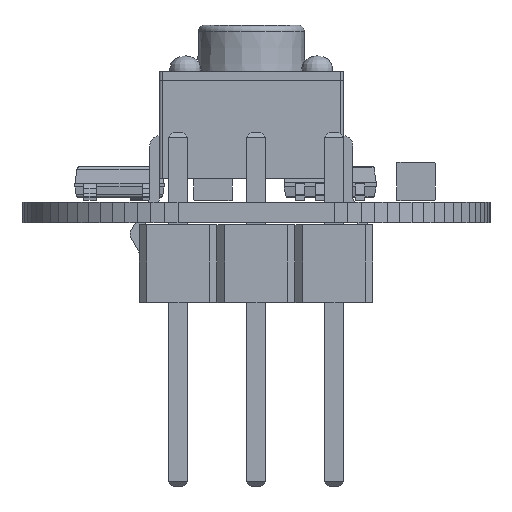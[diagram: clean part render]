
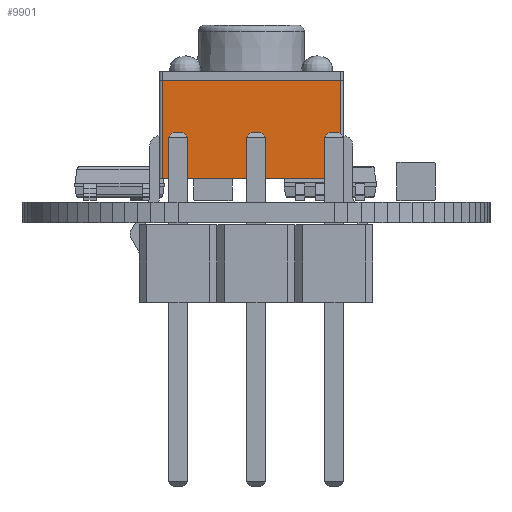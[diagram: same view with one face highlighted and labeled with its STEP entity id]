
A CAD part, left-side view. The second image highlights one B-rep face of the part: STEP entity #9901.
In plain terms, the highlighted face is planar.
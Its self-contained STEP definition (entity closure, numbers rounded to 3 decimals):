
#6910 = PLANE('',#6911);
#6911 = AXIS2_PLACEMENT_3D('',#6912,#6913,#6914);
#6912 = CARTESIAN_POINT('',(0.,0.,3.2));
#6913 = DIRECTION('',(0.,0.,1.));
#6914 = DIRECTION('',(1.,0.,0.));
#6987 = VERTEX_POINT('',#6988);
#6988 = CARTESIAN_POINT('',(2.9,3.,3.2));
#7003 = CYLINDRICAL_SURFACE('',#7004,0.1);
#7004 = AXIS2_PLACEMENT_3D('',#7005,#7006,#7007);
#7005 = CARTESIAN_POINT('',(2.9,2.9,0.));
#7006 = DIRECTION('',(0.,0.,1.));
#7007 = DIRECTION('',(1.,0.,0.));
#7015 = EDGE_CURVE('',#6987,#7016,#7018,.T.);
#7016 = VERTEX_POINT('',#7017);
#7017 = CARTESIAN_POINT('',(-2.9,3.,3.2));
#7018 = SURFACE_CURVE('',#7019,(#7023,#7030),.PCURVE_S1.);
#7019 = LINE('',#7020,#7021);
#7020 = CARTESIAN_POINT('',(2.9,3.,3.2));
#7021 = VECTOR('',#7022,1.);
#7022 = DIRECTION('',(-1.,0.,0.));
#7023 = PCURVE('',#6910,#7024);
#7024 = DEFINITIONAL_REPRESENTATION('',(#7025),#7029);
#7025 = LINE('',#7026,#7027);
#7026 = CARTESIAN_POINT('',(2.9,3.));
#7027 = VECTOR('',#7028,1.);
#7028 = DIRECTION('',(-1.,0.));
#7029 = ( GEOMETRIC_REPRESENTATION_CONTEXT(2) 
PARAMETRIC_REPRESENTATION_CONTEXT() REPRESENTATION_CONTEXT('2D SPACE',''
  ) );
#7030 = PCURVE('',#7031,#7036);
#7031 = PLANE('',#7032);
#7032 = AXIS2_PLACEMENT_3D('',#7033,#7034,#7035);
#7033 = CARTESIAN_POINT('',(2.9,3.,0.));
#7034 = DIRECTION('',(0.,1.,0.));
#7035 = DIRECTION('',(-1.,0.,0.));
#7036 = DEFINITIONAL_REPRESENTATION('',(#7037),#7041);
#7037 = LINE('',#7038,#7039);
#7038 = CARTESIAN_POINT('',(0.,3.2));
#7039 = VECTOR('',#7040,1.);
#7040 = DIRECTION('',(1.,0.));
#7041 = ( GEOMETRIC_REPRESENTATION_CONTEXT(2) 
PARAMETRIC_REPRESENTATION_CONTEXT() REPRESENTATION_CONTEXT('2D SPACE',''
  ) );
#7060 = CYLINDRICAL_SURFACE('',#7061,0.1);
#7061 = AXIS2_PLACEMENT_3D('',#7062,#7063,#7064);
#7062 = CARTESIAN_POINT('',(-2.9,2.9,0.));
#7063 = DIRECTION('',(0.,0.,1.));
#7064 = DIRECTION('',(0.,1.,0.));
#8064 = PLANE('',#8065);
#8065 = AXIS2_PLACEMENT_3D('',#8066,#8067,#8068);
#8066 = CARTESIAN_POINT('',(0.,0.,0.));
#8067 = DIRECTION('',(0.,0.,1.));
#8068 = DIRECTION('',(1.,0.,0.));
#9454 = VERTEX_POINT('',#9455);
#9455 = CARTESIAN_POINT('',(2.9,3.,0.));
#9477 = EDGE_CURVE('',#9454,#9478,#9480,.T.);
#9478 = VERTEX_POINT('',#9479);
#9479 = CARTESIAN_POINT('',(-2.9,3.,0.));
#9480 = SURFACE_CURVE('',#9481,(#9485,#9492),.PCURVE_S1.);
#9481 = LINE('',#9482,#9483);
#9482 = CARTESIAN_POINT('',(2.9,3.,0.));
#9483 = VECTOR('',#9484,1.);
#9484 = DIRECTION('',(-1.,0.,0.));
#9485 = PCURVE('',#8064,#9486);
#9486 = DEFINITIONAL_REPRESENTATION('',(#9487),#9491);
#9487 = LINE('',#9488,#9489);
#9488 = CARTESIAN_POINT('',(2.9,3.));
#9489 = VECTOR('',#9490,1.);
#9490 = DIRECTION('',(-1.,0.));
#9491 = ( GEOMETRIC_REPRESENTATION_CONTEXT(2) 
PARAMETRIC_REPRESENTATION_CONTEXT() REPRESENTATION_CONTEXT('2D SPACE',''
  ) );
#9492 = PCURVE('',#7031,#9493);
#9493 = DEFINITIONAL_REPRESENTATION('',(#9494),#9498);
#9494 = LINE('',#9495,#9496);
#9495 = CARTESIAN_POINT('',(0.,0.));
#9496 = VECTOR('',#9497,1.);
#9497 = DIRECTION('',(1.,0.));
#9498 = ( GEOMETRIC_REPRESENTATION_CONTEXT(2) 
PARAMETRIC_REPRESENTATION_CONTEXT() REPRESENTATION_CONTEXT('2D SPACE',''
  ) );
#9881 = EDGE_CURVE('',#9478,#7016,#9882,.T.);
#9882 = SURFACE_CURVE('',#9883,(#9887,#9894),.PCURVE_S1.);
#9883 = LINE('',#9884,#9885);
#9884 = CARTESIAN_POINT('',(-2.9,3.,0.));
#9885 = VECTOR('',#9886,1.);
#9886 = DIRECTION('',(0.,0.,1.));
#9887 = PCURVE('',#7060,#9888);
#9888 = DEFINITIONAL_REPRESENTATION('',(#9889),#9893);
#9889 = LINE('',#9890,#9891);
#9890 = CARTESIAN_POINT('',(0.,0.));
#9891 = VECTOR('',#9892,1.);
#9892 = DIRECTION('',(0.,1.));
#9893 = ( GEOMETRIC_REPRESENTATION_CONTEXT(2) 
PARAMETRIC_REPRESENTATION_CONTEXT() REPRESENTATION_CONTEXT('2D SPACE',''
  ) );
#9894 = PCURVE('',#7031,#9895);
#9895 = DEFINITIONAL_REPRESENTATION('',(#9896),#9900);
#9896 = LINE('',#9897,#9898);
#9897 = CARTESIAN_POINT('',(5.8,0.));
#9898 = VECTOR('',#9899,1.);
#9899 = DIRECTION('',(0.,1.));
#9900 = ( GEOMETRIC_REPRESENTATION_CONTEXT(2) 
PARAMETRIC_REPRESENTATION_CONTEXT() REPRESENTATION_CONTEXT('2D SPACE',''
  ) );
#9901 = ADVANCED_FACE('',(#9902),#7031,.T.);
#9902 = FACE_BOUND('',#9903,.T.);
#9903 = EDGE_LOOP('',(#9904,#9905,#9906,#9907));
#9904 = ORIENTED_EDGE('',*,*,#9477,.T.);
#9905 = ORIENTED_EDGE('',*,*,#9881,.T.);
#9906 = ORIENTED_EDGE('',*,*,#7015,.F.);
#9907 = ORIENTED_EDGE('',*,*,#9908,.F.);
#9908 = EDGE_CURVE('',#9454,#6987,#9909,.T.);
#9909 = SURFACE_CURVE('',#9910,(#9914,#9921),.PCURVE_S1.);
#9910 = LINE('',#9911,#9912);
#9911 = CARTESIAN_POINT('',(2.9,3.,0.));
#9912 = VECTOR('',#9913,1.);
#9913 = DIRECTION('',(0.,0.,1.));
#9914 = PCURVE('',#7031,#9915);
#9915 = DEFINITIONAL_REPRESENTATION('',(#9916),#9920);
#9916 = LINE('',#9917,#9918);
#9917 = CARTESIAN_POINT('',(0.,0.));
#9918 = VECTOR('',#9919,1.);
#9919 = DIRECTION('',(0.,1.));
#9920 = ( GEOMETRIC_REPRESENTATION_CONTEXT(2) 
PARAMETRIC_REPRESENTATION_CONTEXT() REPRESENTATION_CONTEXT('2D SPACE',''
  ) );
#9921 = PCURVE('',#7003,#9922);
#9922 = DEFINITIONAL_REPRESENTATION('',(#9923),#9927);
#9923 = LINE('',#9924,#9925);
#9924 = CARTESIAN_POINT('',(1.571,0.));
#9925 = VECTOR('',#9926,1.);
#9926 = DIRECTION('',(0.,1.));
#9927 = ( GEOMETRIC_REPRESENTATION_CONTEXT(2) 
PARAMETRIC_REPRESENTATION_CONTEXT() REPRESENTATION_CONTEXT('2D SPACE',''
  ) );
